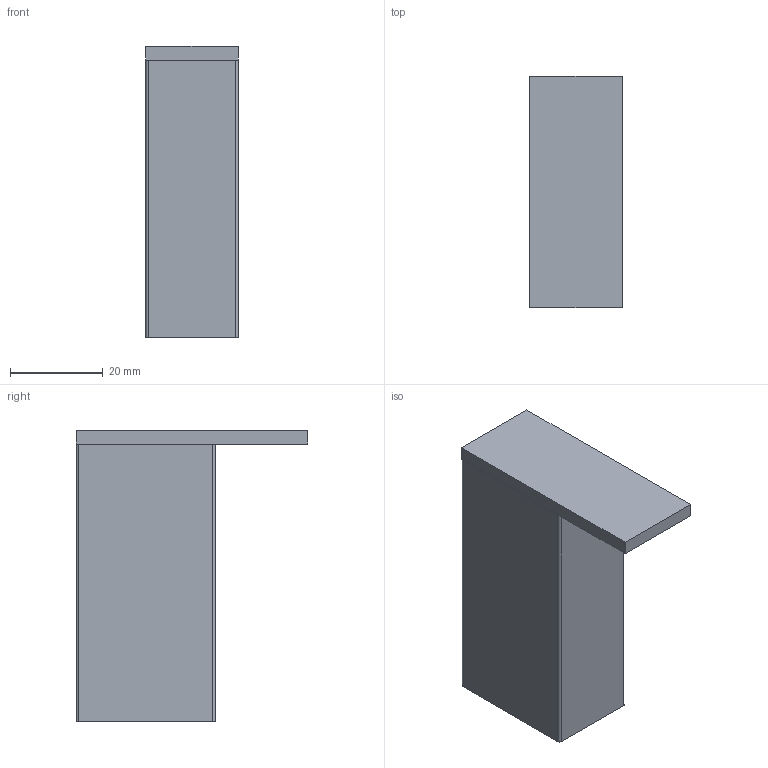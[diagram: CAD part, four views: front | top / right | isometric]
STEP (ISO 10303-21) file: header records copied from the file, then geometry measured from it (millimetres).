
FILE_DESCRIPTION (( 'STEP AP203' ), '1' );
FILE_NAME ('3382.STEP', '2016-07-20T14:29:17', ( '微软中国' ), ( 'Microsoft' ), 'SwSTEP 2.0', 'SolidWorks 2012', '' );
FILE_SCHEMA (( 'CONFIG_CONTROL_DESIGN' ));
Length unit declared in the file: millimetre
Products named in the file (7): 3382; 内六角凹端紧定螺丝M5X5; 圉埴芛蹟佪M4X8; 33畟像; 33爾え; 33釱; 33假蚾え
Assembly tree (8 placements, depth 2):
  3382
    33假蚾え
    33釱
    33爾え  x2
    33畟像
    圉埴芛蹟佪M4X8  x2
    内六角凹端紧定螺丝M5X5
Bounding box: 20 x 50 x 63 mm (x, y, z)
Volume: 22646.6 mm3; surface area: 17202.9 mm2
Topology: 8 solids, 8 shells, 258 faces, 666 edges, 431 vertices
Faces by surface type: cylinder 114, plane 93, cone 37, bspline 10, torus 4
Entity records: 8915 total; most frequent: CARTESIAN_POINT 3568, ORIENTED_EDGE 1008, DIRECTION 901, EDGE_CURVE 504, VERTEX_POINT 327, AXIS2_PLACEMENT_3D 320, VECTOR 261, LINE 261
